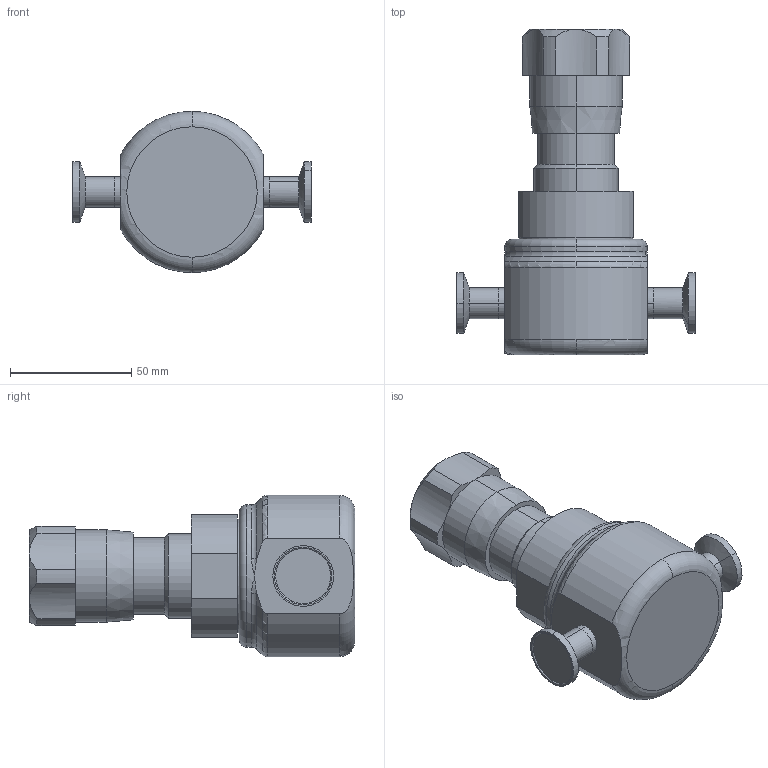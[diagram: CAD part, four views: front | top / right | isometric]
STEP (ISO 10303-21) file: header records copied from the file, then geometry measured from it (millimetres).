
FILE_DESCRIPTION (( 'STEP AP203' ), '1' );
FILE_NAME ('JSRLF-050-TA.STEP', '2017-06-27T11:56:45', ( '' ), ( '' ), 'SwSTEP 2.0', 'SolidWorks 2014', '' );
FILE_SCHEMA (( 'CONFIG_CONTROL_DESIGN' ));
Length unit declared in the file: inch
Products named in the file (2): JSRLF-050-TA
Bounding box: 98.37 x 134.3 x 66.55 mm (x, y, z)
Volume: 268830.6 mm3; surface area: 31311.8 mm2
Topology: 1 solids, 2 shells, 101 faces, 232 edges, 139 vertices
Faces by surface type: cylinder 43, plane 22, cone 18, torus 14, bspline 4
Entity records: 3378 total; most frequent: CARTESIAN_POINT 928, DIRECTION 529, ORIENTED_EDGE 456, AXIS2_PLACEMENT_3D 234, EDGE_CURVE 228, VERTEX_POINT 139, CIRCLE 135, EDGE_LOOP 109
